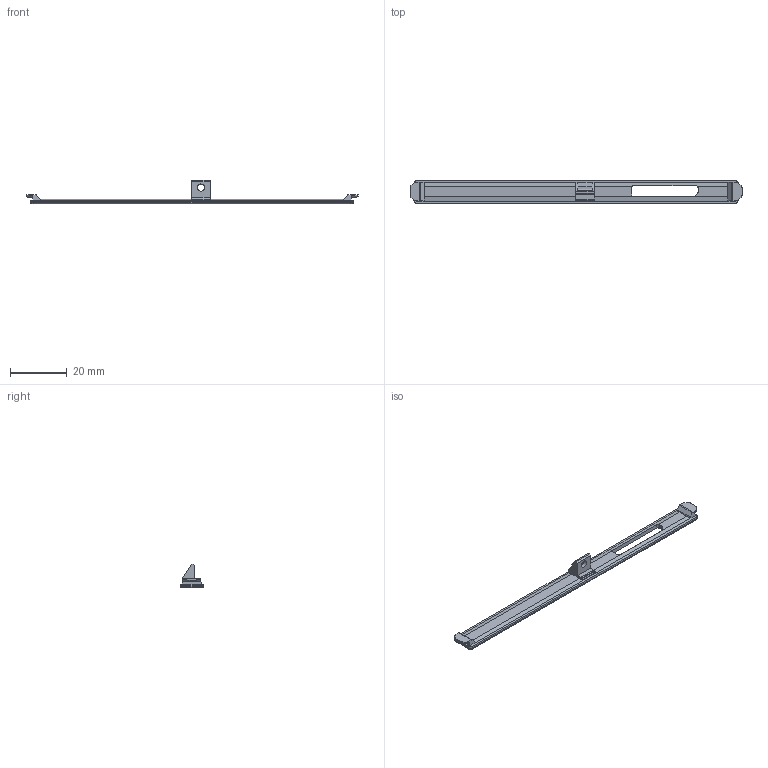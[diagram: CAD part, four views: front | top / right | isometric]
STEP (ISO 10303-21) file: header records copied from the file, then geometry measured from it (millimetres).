
FILE_DESCRIPTION(/* description */ (''),/* implementation_level */ '2;1');
FILE_NAME(/* name */ 'IO-Shield.step',/* time_stamp */ '2025-12-25T21:40:30+01:00',/* author */ (''),/* organization */ (''),/* preprocessor_version */ 'ST-DEVELOPER v20.1',/* originating_system */ 'Autodesk Translation Framework v14.21.0.0',/* authorisation */ '');
FILE_SCHEMA (('AUTOMOTIVE_DESIGN { 1 0 10303 214 3 1 1 }'));
Length unit declared in the file: millimetre
Products named in the file (2): IO-Shield; IFGP6_UMA_IO_COVER
Assembly tree (1 placements, depth 2):
  IO-Shield
    IFGP6_UMA_IO_COVER
Bounding box: 116.9 x 8.45 x 8.15 mm (x, y, z)
Volume: 1345.7 mm3; surface area: 2327.3 mm2
Topology: 1 solids, 1 shells, 116 faces, 303 edges, 189 vertices
Faces by surface type: plane 70, cylinder 26, bspline 8, cone 8, torus 4
Full cylindrical faces by diameter (mm): 2.5 x1
Entity records: 3873 total; most frequent: CARTESIAN_POINT 971, ORIENTED_EDGE 606, DIRECTION 575, EDGE_CURVE 303, LINE 221, VECTOR 221, VERTEX_POINT 189, AXIS2_PLACEMENT_3D 177
